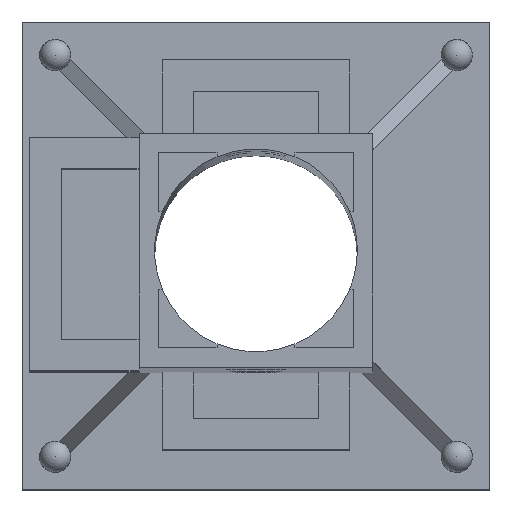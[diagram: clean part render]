
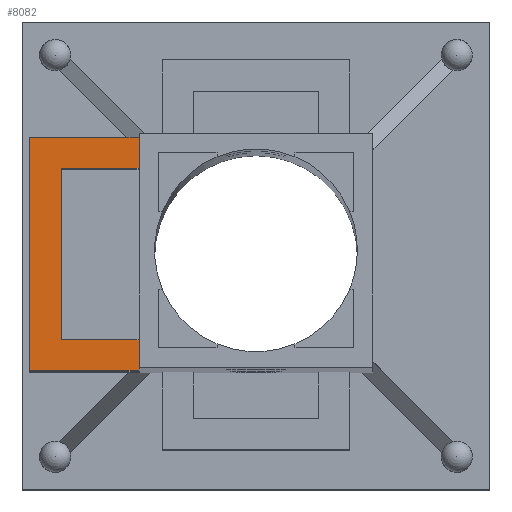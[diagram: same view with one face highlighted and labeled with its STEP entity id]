
A CAD part, top view. The second image highlights one B-rep face of the part: STEP entity #8082.
In plain terms, the highlighted planar face has unit normal (0, 0, 1).
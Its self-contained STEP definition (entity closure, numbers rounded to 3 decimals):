
#2155 = PLANE('',#2156);
#2156 = AXIS2_PLACEMENT_3D('',#2157,#2158,#2159);
#2157 = CARTESIAN_POINT('',(-1.5,1.5,0.));
#2158 = DIRECTION('',(1.,0.,0.));
#2159 = DIRECTION('',(0.,-1.,0.));
#4412 = VERTEX_POINT('',#4413);
#4413 = CARTESIAN_POINT('',(-1.5,1.1,15.));
#4427 = PLANE('',#4428);
#4428 = AXIS2_PLACEMENT_3D('',#4429,#4430,#4431);
#4429 = CARTESIAN_POINT('',(-2.5,1.1,14.));
#4430 = DIRECTION('',(0.,1.,0.));
#4431 = DIRECTION('',(1.,0.,0.));
#4439 = EDGE_CURVE('',#4412,#4440,#4442,.T.);
#4440 = VERTEX_POINT('',#4441);
#4441 = CARTESIAN_POINT('',(-1.5,1.5,15.));
#4442 = SURFACE_CURVE('',#4443,(#4447,#4454),.PCURVE_S1.);
#4443 = LINE('',#4444,#4445);
#4444 = CARTESIAN_POINT('',(-1.5,1.1,15.));
#4445 = VECTOR('',#4446,1.);
#4446 = DIRECTION('',(0.,1.,0.));
#4447 = PCURVE('',#2155,#4448);
#4448 = DEFINITIONAL_REPRESENTATION('',(#4449),#4453);
#4449 = LINE('',#4450,#4451);
#4450 = CARTESIAN_POINT('',(0.4,-15.));
#4451 = VECTOR('',#4452,1.);
#4452 = DIRECTION('',(-1.,0.));
#4453 = ( GEOMETRIC_REPRESENTATION_CONTEXT(2) 
PARAMETRIC_REPRESENTATION_CONTEXT() REPRESENTATION_CONTEXT('2D SPACE',''
  ) );
#4454 = PCURVE('',#4455,#4460);
#4455 = PLANE('',#4456);
#4456 = AXIS2_PLACEMENT_3D('',#4457,#4458,#4459);
#4457 = CARTESIAN_POINT('',(-2.367,0.,15.));
#4458 = DIRECTION('',(0.,0.,1.));
#4459 = DIRECTION('',(1.,0.,0.));
#4460 = DEFINITIONAL_REPRESENTATION('',(#4461),#4465);
#4461 = LINE('',#4462,#4463);
#4462 = CARTESIAN_POINT('',(0.867,1.1));
#4463 = VECTOR('',#4464,1.);
#4464 = DIRECTION('',(0.,1.));
#4465 = ( GEOMETRIC_REPRESENTATION_CONTEXT(2) 
PARAMETRIC_REPRESENTATION_CONTEXT() REPRESENTATION_CONTEXT('2D SPACE',''
  ) );
#4490 = VERTEX_POINT('',#4491);
#4491 = CARTESIAN_POINT('',(-1.5,-1.5,15.));
#4512 = EDGE_CURVE('',#4490,#4513,#4515,.T.);
#4513 = VERTEX_POINT('',#4514);
#4514 = CARTESIAN_POINT('',(-1.5,-1.1,15.));
#4515 = SURFACE_CURVE('',#4516,(#4520,#4527),.PCURVE_S1.);
#4516 = LINE('',#4517,#4518);
#4517 = CARTESIAN_POINT('',(-1.5,-1.5,15.));
#4518 = VECTOR('',#4519,1.);
#4519 = DIRECTION('',(0.,1.,0.));
#4520 = PCURVE('',#2155,#4521);
#4521 = DEFINITIONAL_REPRESENTATION('',(#4522),#4526);
#4522 = LINE('',#4523,#4524);
#4523 = CARTESIAN_POINT('',(3.,-15.));
#4524 = VECTOR('',#4525,1.);
#4525 = DIRECTION('',(-1.,0.));
#4526 = ( GEOMETRIC_REPRESENTATION_CONTEXT(2) 
PARAMETRIC_REPRESENTATION_CONTEXT() REPRESENTATION_CONTEXT('2D SPACE',''
  ) );
#4527 = PCURVE('',#4455,#4528);
#4528 = DEFINITIONAL_REPRESENTATION('',(#4529),#4533);
#4529 = LINE('',#4530,#4531);
#4530 = CARTESIAN_POINT('',(0.867,-1.5));
#4531 = VECTOR('',#4532,1.);
#4532 = DIRECTION('',(0.,1.));
#4533 = ( GEOMETRIC_REPRESENTATION_CONTEXT(2) 
PARAMETRIC_REPRESENTATION_CONTEXT() REPRESENTATION_CONTEXT('2D SPACE',''
  ) );
#4551 = PLANE('',#4552);
#4552 = AXIS2_PLACEMENT_3D('',#4553,#4554,#4555);
#4553 = CARTESIAN_POINT('',(-1.5,-1.1,14.));
#4554 = DIRECTION('',(0.,-1.,0.));
#4555 = DIRECTION('',(-1.,0.,0.));
#5151 = PLANE('',#5152);
#5152 = AXIS2_PLACEMENT_3D('',#5153,#5154,#5155);
#5153 = CARTESIAN_POINT('',(-2.9,-1.5,14.));
#5154 = DIRECTION('',(0.,1.,0.));
#5155 = DIRECTION('',(1.,0.,0.));
#6311 = PLANE('',#6312);
#6312 = AXIS2_PLACEMENT_3D('',#6313,#6314,#6315);
#6313 = CARTESIAN_POINT('',(-1.5,1.5,14.));
#6314 = DIRECTION('',(0.,-1.,0.));
#6315 = DIRECTION('',(-1.,0.,0.));
#7927 = PLANE('',#7928);
#7928 = AXIS2_PLACEMENT_3D('',#7929,#7930,#7931);
#7929 = CARTESIAN_POINT('',(-2.9,1.5,14.));
#7930 = DIRECTION('',(1.,0.,0.));
#7931 = DIRECTION('',(0.,-1.,0.));
#8000 = PLANE('',#8001);
#8001 = AXIS2_PLACEMENT_3D('',#8002,#8003,#8004);
#8002 = CARTESIAN_POINT('',(-2.5,-1.1,14.));
#8003 = DIRECTION('',(-1.,0.,0.));
#8004 = DIRECTION('',(0.,1.,0.));
#8038 = EDGE_CURVE('',#4513,#8039,#8041,.T.);
#8039 = VERTEX_POINT('',#8040);
#8040 = CARTESIAN_POINT('',(-2.5,-1.1,15.));
#8041 = SURFACE_CURVE('',#8042,(#8046,#8053),.PCURVE_S1.);
#8042 = LINE('',#8043,#8044);
#8043 = CARTESIAN_POINT('',(-1.5,-1.1,15.));
#8044 = VECTOR('',#8045,1.);
#8045 = DIRECTION('',(-1.,0.,0.));
#8046 = PCURVE('',#4551,#8047);
#8047 = DEFINITIONAL_REPRESENTATION('',(#8048),#8052);
#8048 = LINE('',#8049,#8050);
#8049 = CARTESIAN_POINT('',(0.,-1.));
#8050 = VECTOR('',#8051,1.);
#8051 = DIRECTION('',(1.,0.));
#8052 = ( GEOMETRIC_REPRESENTATION_CONTEXT(2) 
PARAMETRIC_REPRESENTATION_CONTEXT() REPRESENTATION_CONTEXT('2D SPACE',''
  ) );
#8053 = PCURVE('',#4455,#8054);
#8054 = DEFINITIONAL_REPRESENTATION('',(#8055),#8059);
#8055 = LINE('',#8056,#8057);
#8056 = CARTESIAN_POINT('',(0.867,-1.1));
#8057 = VECTOR('',#8058,1.);
#8058 = DIRECTION('',(-1.,0.));
#8059 = ( GEOMETRIC_REPRESENTATION_CONTEXT(2) 
PARAMETRIC_REPRESENTATION_CONTEXT() REPRESENTATION_CONTEXT('2D SPACE',''
  ) );
#8082 = ADVANCED_FACE('',(#8083),#4455,.T.);
#8083 = FACE_BOUND('',#8084,.T.);
#8084 = EDGE_LOOP('',(#8085,#8108,#8131,#8152,#8153,#8154,#8177,#8198));
#8085 = ORIENTED_EDGE('',*,*,#8086,.T.);
#8086 = EDGE_CURVE('',#4440,#8087,#8089,.T.);
#8087 = VERTEX_POINT('',#8088);
#8088 = CARTESIAN_POINT('',(-2.9,1.5,15.));
#8089 = SURFACE_CURVE('',#8090,(#8094,#8101),.PCURVE_S1.);
#8090 = LINE('',#8091,#8092);
#8091 = CARTESIAN_POINT('',(-1.5,1.5,15.));
#8092 = VECTOR('',#8093,1.);
#8093 = DIRECTION('',(-1.,0.,0.));
#8094 = PCURVE('',#4455,#8095);
#8095 = DEFINITIONAL_REPRESENTATION('',(#8096),#8100);
#8096 = LINE('',#8097,#8098);
#8097 = CARTESIAN_POINT('',(0.867,1.5));
#8098 = VECTOR('',#8099,1.);
#8099 = DIRECTION('',(-1.,0.));
#8100 = ( GEOMETRIC_REPRESENTATION_CONTEXT(2) 
PARAMETRIC_REPRESENTATION_CONTEXT() REPRESENTATION_CONTEXT('2D SPACE',''
  ) );
#8101 = PCURVE('',#6311,#8102);
#8102 = DEFINITIONAL_REPRESENTATION('',(#8103),#8107);
#8103 = LINE('',#8104,#8105);
#8104 = CARTESIAN_POINT('',(0.,-1.));
#8105 = VECTOR('',#8106,1.);
#8106 = DIRECTION('',(1.,0.));
#8107 = ( GEOMETRIC_REPRESENTATION_CONTEXT(2) 
PARAMETRIC_REPRESENTATION_CONTEXT() REPRESENTATION_CONTEXT('2D SPACE',''
  ) );
#8108 = ORIENTED_EDGE('',*,*,#8109,.T.);
#8109 = EDGE_CURVE('',#8087,#8110,#8112,.T.);
#8110 = VERTEX_POINT('',#8111);
#8111 = CARTESIAN_POINT('',(-2.9,-1.5,15.));
#8112 = SURFACE_CURVE('',#8113,(#8117,#8124),.PCURVE_S1.);
#8113 = LINE('',#8114,#8115);
#8114 = CARTESIAN_POINT('',(-2.9,1.5,15.));
#8115 = VECTOR('',#8116,1.);
#8116 = DIRECTION('',(0.,-1.,0.));
#8117 = PCURVE('',#4455,#8118);
#8118 = DEFINITIONAL_REPRESENTATION('',(#8119),#8123);
#8119 = LINE('',#8120,#8121);
#8120 = CARTESIAN_POINT('',(-0.533,1.5));
#8121 = VECTOR('',#8122,1.);
#8122 = DIRECTION('',(0.,-1.));
#8123 = ( GEOMETRIC_REPRESENTATION_CONTEXT(2) 
PARAMETRIC_REPRESENTATION_CONTEXT() REPRESENTATION_CONTEXT('2D SPACE',''
  ) );
#8124 = PCURVE('',#7927,#8125);
#8125 = DEFINITIONAL_REPRESENTATION('',(#8126),#8130);
#8126 = LINE('',#8127,#8128);
#8127 = CARTESIAN_POINT('',(0.,-1.));
#8128 = VECTOR('',#8129,1.);
#8129 = DIRECTION('',(1.,0.));
#8130 = ( GEOMETRIC_REPRESENTATION_CONTEXT(2) 
PARAMETRIC_REPRESENTATION_CONTEXT() REPRESENTATION_CONTEXT('2D SPACE',''
  ) );
#8131 = ORIENTED_EDGE('',*,*,#8132,.T.);
#8132 = EDGE_CURVE('',#8110,#4490,#8133,.T.);
#8133 = SURFACE_CURVE('',#8134,(#8138,#8145),.PCURVE_S1.);
#8134 = LINE('',#8135,#8136);
#8135 = CARTESIAN_POINT('',(-2.9,-1.5,15.));
#8136 = VECTOR('',#8137,1.);
#8137 = DIRECTION('',(1.,0.,0.));
#8138 = PCURVE('',#4455,#8139);
#8139 = DEFINITIONAL_REPRESENTATION('',(#8140),#8144);
#8140 = LINE('',#8141,#8142);
#8141 = CARTESIAN_POINT('',(-0.533,-1.5));
#8142 = VECTOR('',#8143,1.);
#8143 = DIRECTION('',(1.,0.));
#8144 = ( GEOMETRIC_REPRESENTATION_CONTEXT(2) 
PARAMETRIC_REPRESENTATION_CONTEXT() REPRESENTATION_CONTEXT('2D SPACE',''
  ) );
#8145 = PCURVE('',#5151,#8146);
#8146 = DEFINITIONAL_REPRESENTATION('',(#8147),#8151);
#8147 = LINE('',#8148,#8149);
#8148 = CARTESIAN_POINT('',(0.,-1.));
#8149 = VECTOR('',#8150,1.);
#8150 = DIRECTION('',(1.,0.));
#8151 = ( GEOMETRIC_REPRESENTATION_CONTEXT(2) 
PARAMETRIC_REPRESENTATION_CONTEXT() REPRESENTATION_CONTEXT('2D SPACE',''
  ) );
#8152 = ORIENTED_EDGE('',*,*,#4512,.T.);
#8153 = ORIENTED_EDGE('',*,*,#8038,.T.);
#8154 = ORIENTED_EDGE('',*,*,#8155,.T.);
#8155 = EDGE_CURVE('',#8039,#8156,#8158,.T.);
#8156 = VERTEX_POINT('',#8157);
#8157 = CARTESIAN_POINT('',(-2.5,1.1,15.));
#8158 = SURFACE_CURVE('',#8159,(#8163,#8170),.PCURVE_S1.);
#8159 = LINE('',#8160,#8161);
#8160 = CARTESIAN_POINT('',(-2.5,-1.1,15.));
#8161 = VECTOR('',#8162,1.);
#8162 = DIRECTION('',(0.,1.,0.));
#8163 = PCURVE('',#4455,#8164);
#8164 = DEFINITIONAL_REPRESENTATION('',(#8165),#8169);
#8165 = LINE('',#8166,#8167);
#8166 = CARTESIAN_POINT('',(-0.133,-1.1));
#8167 = VECTOR('',#8168,1.);
#8168 = DIRECTION('',(0.,1.));
#8169 = ( GEOMETRIC_REPRESENTATION_CONTEXT(2) 
PARAMETRIC_REPRESENTATION_CONTEXT() REPRESENTATION_CONTEXT('2D SPACE',''
  ) );
#8170 = PCURVE('',#8000,#8171);
#8171 = DEFINITIONAL_REPRESENTATION('',(#8172),#8176);
#8172 = LINE('',#8173,#8174);
#8173 = CARTESIAN_POINT('',(0.,-1.));
#8174 = VECTOR('',#8175,1.);
#8175 = DIRECTION('',(1.,0.));
#8176 = ( GEOMETRIC_REPRESENTATION_CONTEXT(2) 
PARAMETRIC_REPRESENTATION_CONTEXT() REPRESENTATION_CONTEXT('2D SPACE',''
  ) );
#8177 = ORIENTED_EDGE('',*,*,#8178,.T.);
#8178 = EDGE_CURVE('',#8156,#4412,#8179,.T.);
#8179 = SURFACE_CURVE('',#8180,(#8184,#8191),.PCURVE_S1.);
#8180 = LINE('',#8181,#8182);
#8181 = CARTESIAN_POINT('',(-2.5,1.1,15.));
#8182 = VECTOR('',#8183,1.);
#8183 = DIRECTION('',(1.,0.,0.));
#8184 = PCURVE('',#4455,#8185);
#8185 = DEFINITIONAL_REPRESENTATION('',(#8186),#8190);
#8186 = LINE('',#8187,#8188);
#8187 = CARTESIAN_POINT('',(-0.133,1.1));
#8188 = VECTOR('',#8189,1.);
#8189 = DIRECTION('',(1.,0.));
#8190 = ( GEOMETRIC_REPRESENTATION_CONTEXT(2) 
PARAMETRIC_REPRESENTATION_CONTEXT() REPRESENTATION_CONTEXT('2D SPACE',''
  ) );
#8191 = PCURVE('',#4427,#8192);
#8192 = DEFINITIONAL_REPRESENTATION('',(#8193),#8197);
#8193 = LINE('',#8194,#8195);
#8194 = CARTESIAN_POINT('',(0.,-1.));
#8195 = VECTOR('',#8196,1.);
#8196 = DIRECTION('',(1.,0.));
#8197 = ( GEOMETRIC_REPRESENTATION_CONTEXT(2) 
PARAMETRIC_REPRESENTATION_CONTEXT() REPRESENTATION_CONTEXT('2D SPACE',''
  ) );
#8198 = ORIENTED_EDGE('',*,*,#4439,.T.);
